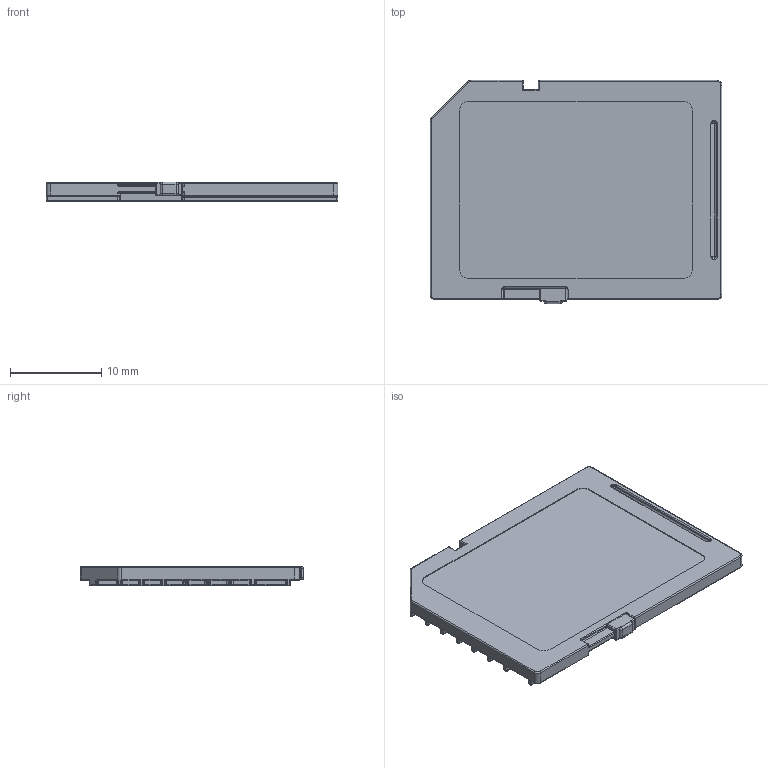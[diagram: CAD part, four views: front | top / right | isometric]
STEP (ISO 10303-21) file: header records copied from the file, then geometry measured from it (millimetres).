
FILE_DESCRIPTION (( 'STEP AP203' ), '1' );
FILE_NAME ('SD Card.STEP', '2012-04-28T13:07:56', ( '' ), ( '' ), 'SwSTEP 2.0', 'SolidWorks 2012', '' );
FILE_SCHEMA (( 'CONFIG_CONTROL_DESIGN' ));
Length unit declared in the file: millimetre
Products named in the file (1): SD Card
Bounding box: 32 x 24.45 x 2.15 mm (x, y, z)
Volume: 1469.6 mm3; surface area: 1832.8 mm2
Topology: 2 solids, 2 shells, 382 faces, 925 edges, 476 vertices
Faces by surface type: cylinder 177, plane 96, sphere 44, bspline 34, torus 31
Entity records: 11019 total; most frequent: CARTESIAN_POINT 2672, DIRECTION 1815, ORIENTED_EDGE 1704, EDGE_CURVE 852, AXIS2_PLACEMENT_3D 685, VERTEX_POINT 476, VECTOR 445, LINE 445
